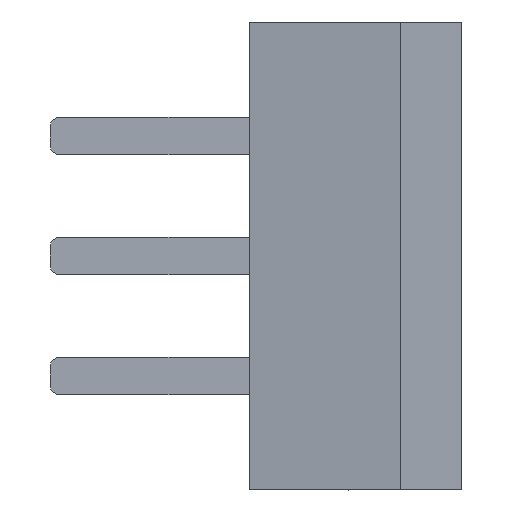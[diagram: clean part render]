
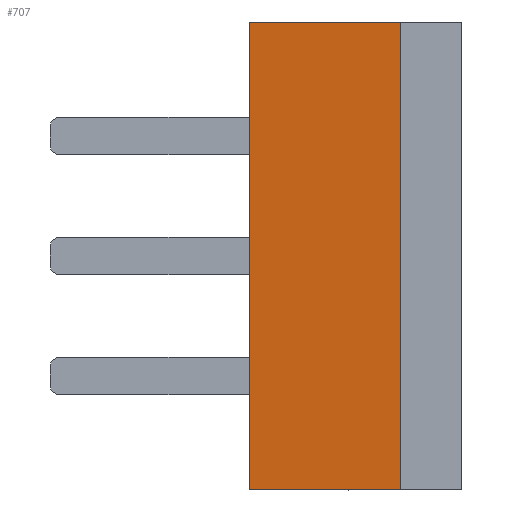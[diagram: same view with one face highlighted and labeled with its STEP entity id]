
A CAD part, left-side view. The second image highlights one B-rep face of the part: STEP entity #707.
In plain terms, the highlighted planar face has unit normal (-0.993, 0.122, 0).
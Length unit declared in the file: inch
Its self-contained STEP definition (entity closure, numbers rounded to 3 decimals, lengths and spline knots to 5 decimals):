
#28 = LINE ( 'NONE', #1058, #3029 ) ;
#49 = VERTEX_POINT ( 'NONE', #1235 ) ;
#169 = VERTEX_POINT ( 'NONE', #3892 ) ;
#253 = LINE ( 'NONE', #600, #377 ) ;
#322 = ORIENTED_EDGE ( 'NONE', *, *, #1286, .T. ) ;
#377 = VECTOR ( 'NONE', #3362, 39.37008 ) ;
#600 = CARTESIAN_POINT ( 'NONE',  ( 0.16114, 0.17717, -0.19488 ) ) ;
#621 = FACE_OUTER_BOUND ( 'NONE', #2752, .T. ) ;
#623 = EDGE_CURVE ( 'NONE', #3896, #49, #1117, .T. ) ;
#644 = LINE ( 'NONE', #4488, #1571 ) ;
#707 = ADVANCED_FACE ( 'NONE', ( #621 ), #1955, .T. ) ;
#819 = EDGE_CURVE ( 'NONE', #49, #169, #28, .T. ) ;
#1031 = ORIENTED_EDGE ( 'NONE', *, *, #3472, .F. ) ;
#1058 = CARTESIAN_POINT ( 'NONE',  ( 0.14567, 0.05118, 0.19488 ) ) ;
#1117 = LINE ( 'NONE', #1126, #3100 ) ;
#1126 = CARTESIAN_POINT ( 'NONE',  ( 0.14567, 0.05118, -0.19488 ) ) ;
#1235 = CARTESIAN_POINT ( 'NONE',  ( 0.14567, 0.05118, 0.19488 ) ) ;
#1286 = EDGE_CURVE ( 'NONE', #3039, #3896, #644, .T. ) ;
#1328 = DIRECTION ( 'NONE',  ( -0.122, -0.993, 0. ) ) ;
#1362 = DIRECTION ( 'NONE',  ( -0.122, -0.993, 0. ) ) ;
#1521 = DIRECTION ( 'NONE',  ( 0., 0., 1. ) ) ;
#1571 = VECTOR ( 'NONE', #1328, 39.37008 ) ;
#1614 = CARTESIAN_POINT ( 'NONE',  ( 0.16114, 0.17717, -0.19488 ) ) ;
#1723 = AXIS2_PLACEMENT_3D ( 'NONE', #4339, #3733, #1362 ) ;
#1955 = PLANE ( 'NONE',  #1723 ) ;
#2752 = EDGE_LOOP ( 'NONE', ( #1031, #322, #3421, #3497 ) ) ;
#3029 = VECTOR ( 'NONE', #4218, 39.37008 ) ;
#3039 = VERTEX_POINT ( 'NONE', #1614 ) ;
#3100 = VECTOR ( 'NONE', #1521, 39.37008 ) ;
#3362 = DIRECTION ( 'NONE',  ( 0., 0., 1. ) ) ;
#3421 = ORIENTED_EDGE ( 'NONE', *, *, #623, .T. ) ;
#3472 = EDGE_CURVE ( 'NONE', #3039, #169, #253, .T. ) ;
#3497 = ORIENTED_EDGE ( 'NONE', *, *, #819, .T. ) ;
#3733 = DIRECTION ( 'NONE',  ( -0.993, 0.122, 0. ) ) ;
#3892 = CARTESIAN_POINT ( 'NONE',  ( 0.16114, 0.17717, 0.19488 ) ) ;
#3896 = VERTEX_POINT ( 'NONE', #4479 ) ;
#4218 = DIRECTION ( 'NONE',  ( 0.122, 0.993, 0. ) ) ;
#4339 = CARTESIAN_POINT ( 'NONE',  ( 0.14567, 0.05118, -0.19488 ) ) ;
#4479 = CARTESIAN_POINT ( 'NONE',  ( 0.14567, 0.05118, -0.19488 ) ) ;
#4488 = CARTESIAN_POINT ( 'NONE',  ( 0.14567, 0.05118, -0.19488 ) ) ;
